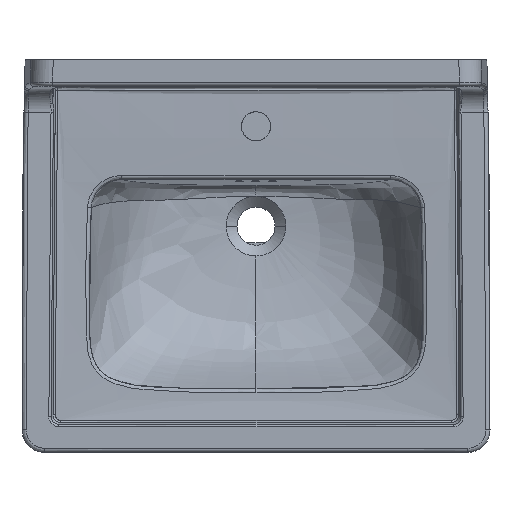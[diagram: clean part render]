
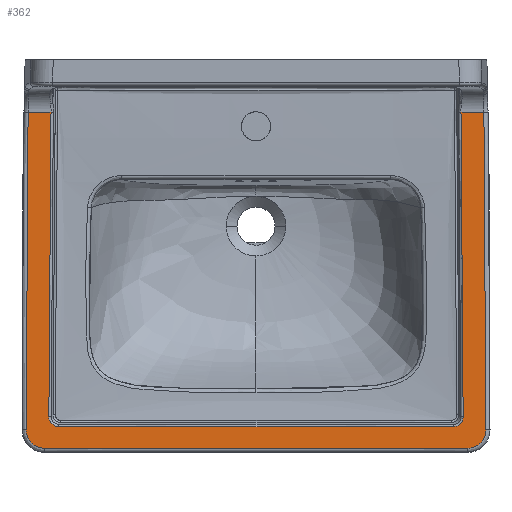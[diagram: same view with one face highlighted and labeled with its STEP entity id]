
A CAD part, top view. The second image highlights one B-rep face of the part: STEP entity #362.
In plain terms, the highlighted planar face has unit normal (0, 0, 1).
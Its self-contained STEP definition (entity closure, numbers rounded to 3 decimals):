
#362=ADVANCED_FACE('',(#776),#6397,.T.);
#776=FACE_OUTER_BOUND('',#1199,.T.);
#1199=EDGE_LOOP('',(#2844,#2845,#2846,#2847,#2848,#2849,#2850,#2851,#2852,
#2853,#2854,#2855));
#2844=ORIENTED_EDGE('',*,*,#4198,.F.);
#2845=ORIENTED_EDGE('',*,*,#4199,.F.);
#2846=ORIENTED_EDGE('',*,*,#4200,.F.);
#2847=ORIENTED_EDGE('',*,*,#4201,.F.);
#2848=ORIENTED_EDGE('',*,*,#4202,.F.);
#2849=ORIENTED_EDGE('',*,*,#4203,.T.);
#2850=ORIENTED_EDGE('',*,*,#4204,.F.);
#2851=ORIENTED_EDGE('',*,*,#4205,.F.);
#2852=ORIENTED_EDGE('',*,*,#4206,.F.);
#2853=ORIENTED_EDGE('',*,*,#4207,.F.);
#2854=ORIENTED_EDGE('',*,*,#4091,.F.);
#2855=ORIENTED_EDGE('',*,*,#4208,.F.);
#4091=EDGE_CURVE('',#6017,#6015,#4706,.T.);
#4198=EDGE_CURVE('',#5955,#5951,#5299,.T.);
#4199=EDGE_CURVE('',#5959,#5955,#5300,.T.);
#4200=EDGE_CURVE('',#5963,#5959,#5301,.T.);
#4201=EDGE_CURVE('',#5967,#5963,#5302,.T.);
#4202=EDGE_CURVE('',#5971,#5967,#5303,.T.);
#4203=EDGE_CURVE('',#5971,#6025,#5304,.T.);
#4204=EDGE_CURVE('',#6022,#6025,#5305,.T.);
#4205=EDGE_CURVE('',#6018,#6022,#5306,.T.);
#4206=EDGE_CURVE('',#6012,#6018,#5307,.T.);
#4207=EDGE_CURVE('',#6015,#6012,#5308,.T.);
#4208=EDGE_CURVE('',#5951,#6017,#5309,.T.);
#4706=(
BOUNDED_CURVE()
B_SPLINE_CURVE(3,(#57281,#57282,#57283,#57284,#57285,#57286,#57287),
 .UNSPECIFIED.,.F.,.F.)
B_SPLINE_CURVE_WITH_KNOTS((4,3,4),(-366.43,-183.215,
0.),.UNSPECIFIED.)
CURVE()
GEOMETRIC_REPRESENTATION_ITEM()
RATIONAL_B_SPLINE_CURVE((1.,1.,1.,1.,
1.,1.,1.))
REPRESENTATION_ITEM('')
);
#5299=B_SPLINE_CURVE_WITH_KNOTS('',3,(#59269,#59270,#59271,#59272),
 .UNSPECIFIED.,.F.,.F.,(4,4),(-1.,0.),.UNSPECIFIED.);
#5300=B_SPLINE_CURVE_WITH_KNOTS('',3,(#59273,#59274,#59275,#59276,#59277,
#59278,#59279,#59280,#59281,#59282),.UNSPECIFIED.,.F.,.F.,(4,2,2,2,4),(-1.,
-0.75,-0.5,-0.25,0.),.UNSPECIFIED.);
#5301=B_SPLINE_CURVE_WITH_KNOTS('',3,(#59283,#59284,#59285,#59286,#59287,
#59288,#59289,#59290,#59291,#59292,#59293,#59294,#59295),.UNSPECIFIED.,
 .F.,.F.,(4,3,3,3,4),(-1.,-0.412,-0.098,-0.02,
0.),.UNSPECIFIED.);
#5302=B_SPLINE_CURVE_WITH_KNOTS('',3,(#59296,#59297,#59298,#59299,#59300,
#59301,#59302,#59303),.UNSPECIFIED.,.F.,.F.,(4,2,2,4),(-1.,-0.75,-0.5,0.),
 .UNSPECIFIED.);
#5303=B_SPLINE_CURVE_WITH_KNOTS('',3,(#59304,#59305,#59306,#59307),
 .UNSPECIFIED.,.F.,.F.,(4,4),(-1.,0.),.UNSPECIFIED.);
#5304=B_SPLINE_CURVE_WITH_KNOTS('',1,(#59308,#59309),.UNSPECIFIED.,.F.,
 .F.,(2,2),(-1.,0.),.UNSPECIFIED.);
#5305=B_SPLINE_CURVE_WITH_KNOTS('',3,(#59310,#59311,#59312,#59313,#59314,
#59315),.UNSPECIFIED.,.F.,.F.,(4,2,4),(-1.,-0.5,0.),.UNSPECIFIED.);
#5306=B_SPLINE_CURVE_WITH_KNOTS('',3,(#59316,#59317,#59318,#59319,#59320,
#59321),.UNSPECIFIED.,.F.,.F.,(4,2,4),(-1.,-0.5,0.),.UNSPECIFIED.);
#5307=B_SPLINE_CURVE_WITH_KNOTS('',3,(#59322,#59323,#59324,#59325,#59326,
#59327,#59328,#59329,#59330,#59331,#59332,#59333,#59334),.UNSPECIFIED.,
 .F.,.F.,(4,3,3,3,4),(-1.,-0.266,-0.063,-0.013,
0.),.UNSPECIFIED.);
#5308=B_SPLINE_CURVE_WITH_KNOTS('',3,(#59335,#59336,#59337,#59338,#59339,
#59340),.UNSPECIFIED.,.F.,.F.,(4,2,4),(-1.,-0.5,0.),
 .UNSPECIFIED.);
#5309=B_SPLINE_CURVE_WITH_KNOTS('',1,(#59341,#59342),.UNSPECIFIED.,.F.,
 .F.,(2,2),(-1.,0.),.UNSPECIFIED.);
#5951=VERTEX_POINT('',#53239);
#5955=VERTEX_POINT('',#53243);
#5959=VERTEX_POINT('',#53247);
#5963=VERTEX_POINT('',#53251);
#5967=VERTEX_POINT('',#53255);
#5971=VERTEX_POINT('',#53259);
#6012=VERTEX_POINT('',#53300);
#6015=VERTEX_POINT('',#53303);
#6017=VERTEX_POINT('',#53305);
#6018=VERTEX_POINT('',#53306);
#6022=VERTEX_POINT('',#53310);
#6025=VERTEX_POINT('',#53313);
#6397=PLANE('',#6558);
#6558=AXIS2_PLACEMENT_3D('',#32808,#6598,$);
#6598=DIRECTION('',(0.,0.,1.));
#32808=CARTESIAN_POINT('',(-333.198,-508.18,-56.374));
#53239=CARTESIAN_POINT('',(-274.418,-63.208,-56.374));
#53243=CARTESIAN_POINT('',(-276.754,-445.75,-56.374));
#53247=CARTESIAN_POINT('',(-254.764,-467.717,-56.374));
#53251=CARTESIAN_POINT('',(254.764,-467.714,-56.374));
#53255=CARTESIAN_POINT('',(276.754,-445.747,-56.374));
#53259=CARTESIAN_POINT('',(274.418,-63.208,-56.374));
#53300=CARTESIAN_POINT('',(-237.229,-441.737,-56.374));
#53303=CARTESIAN_POINT('',(-249.411,-429.612,-56.374));
#53305=CARTESIAN_POINT('',(-246.82,-63.208,-56.374));
#53306=CARTESIAN_POINT('',(237.229,-441.737,-56.374));
#53310=CARTESIAN_POINT('',(249.411,-429.612,-56.374));
#53313=CARTESIAN_POINT('',(246.82,-63.208,-56.374));
#57281=CARTESIAN_POINT('',(-246.82,-63.208,-56.374));
#57282=CARTESIAN_POINT('',(-248.383,-124.259,-56.374));
#57283=CARTESIAN_POINT('',(-249.066,-185.329,-56.374));
#57284=CARTESIAN_POINT('',(-249.241,-246.399,-56.374));
#57285=CARTESIAN_POINT('',(-249.415,-307.47,-56.374));
#57286=CARTESIAN_POINT('',(-249.15,-368.541,-56.374));
#57287=CARTESIAN_POINT('',(-249.411,-429.612,-56.374));
#59269=CARTESIAN_POINT('',(-276.754,-445.75,-56.374));
#59270=CARTESIAN_POINT('',(-276.874,-318.228,-56.374));
#59271=CARTESIAN_POINT('',(-277.655,-190.695,-56.374));
#59272=CARTESIAN_POINT('',(-274.418,-63.208,-56.374));
#59273=CARTESIAN_POINT('',(-254.764,-467.717,-56.374));
#59274=CARTESIAN_POINT('',(-257.666,-467.717,-56.374));
#59275=CARTESIAN_POINT('',(-260.514,-467.147,-56.374));
#59276=CARTESIAN_POINT('',(-265.836,-464.946,-56.374));
#59277=CARTESIAN_POINT('',(-268.273,-463.316,-56.374));
#59278=CARTESIAN_POINT('',(-272.33,-459.267,-56.374));
#59279=CARTESIAN_POINT('',(-273.967,-456.829,-56.374));
#59280=CARTESIAN_POINT('',(-276.182,-451.492,-56.374));
#59281=CARTESIAN_POINT('',(-276.751,-448.652,-56.374));
#59282=CARTESIAN_POINT('',(-276.754,-445.75,-56.374));
#59283=CARTESIAN_POINT('',(254.764,-467.714,-56.374));
#59284=CARTESIAN_POINT('',(154.922,-467.715,-56.374));
#59285=CARTESIAN_POINT('',(55.079,-467.716,-56.374));
#59286=CARTESIAN_POINT('',(-44.764,-467.716,-56.374));
#59287=CARTESIAN_POINT('',(-98.098,-467.716,-56.374));
#59288=CARTESIAN_POINT('',(-151.431,-467.717,-56.374));
#59289=CARTESIAN_POINT('',(-204.764,-467.717,-56.374));
#59290=CARTESIAN_POINT('',(-218.098,-467.717,-56.374));
#59291=CARTESIAN_POINT('',(-231.431,-467.717,-56.374));
#59292=CARTESIAN_POINT('',(-244.764,-467.717,-56.374));
#59293=CARTESIAN_POINT('',(-248.098,-467.717,-56.374));
#59294=CARTESIAN_POINT('',(-251.431,-467.717,-56.374));
#59295=CARTESIAN_POINT('',(-254.764,-467.717,-56.374));
#59296=CARTESIAN_POINT('',(276.754,-445.747,-56.374));
#59297=CARTESIAN_POINT('',(276.751,-448.649,-56.374));
#59298=CARTESIAN_POINT('',(276.179,-451.496,-56.374));
#59299=CARTESIAN_POINT('',(273.972,-456.815,-56.374));
#59300=CARTESIAN_POINT('',(272.34,-459.251,-56.374));
#59301=CARTESIAN_POINT('',(266.259,-465.33,-56.374));
#59302=CARTESIAN_POINT('',(260.569,-467.714,-56.374));
#59303=CARTESIAN_POINT('',(254.764,-467.714,-56.374));
#59304=CARTESIAN_POINT('',(274.418,-63.208,-56.374));
#59305=CARTESIAN_POINT('',(277.655,-190.706,-56.374));
#59306=CARTESIAN_POINT('',(276.874,-318.228,-56.374));
#59307=CARTESIAN_POINT('',(276.754,-445.747,-56.374));
#59308=CARTESIAN_POINT('',(274.418,-63.208,-56.374));
#59309=CARTESIAN_POINT('',(246.82,-63.208,-56.374));
#59310=CARTESIAN_POINT('',(249.411,-429.612,-56.374));
#59311=CARTESIAN_POINT('',(249.15,-368.541,-56.374));
#59312=CARTESIAN_POINT('',(249.415,-307.47,-56.374));
#59313=CARTESIAN_POINT('',(249.066,-185.33,-56.374));
#59314=CARTESIAN_POINT('',(248.383,-124.259,-56.374));
#59315=CARTESIAN_POINT('',(246.82,-63.208,-56.374));
#59316=CARTESIAN_POINT('',(237.229,-441.737,-56.374));
#59317=CARTESIAN_POINT('',(240.457,-441.737,-56.374));
#59318=CARTESIAN_POINT('',(243.672,-440.538,-56.374));
#59319=CARTESIAN_POINT('',(248.212,-436.032,-56.374));
#59320=CARTESIAN_POINT('',(249.425,-432.839,-56.374));
#59321=CARTESIAN_POINT('',(249.411,-429.612,-56.374));
#59322=CARTESIAN_POINT('',(-237.229,-441.737,-56.374));
#59323=CARTESIAN_POINT('',(-121.076,-441.737,-56.374));
#59324=CARTESIAN_POINT('',(-4.924,-441.737,-56.374));
#59325=CARTESIAN_POINT('',(111.229,-441.737,-56.374));
#59326=CARTESIAN_POINT('',(143.229,-441.737,-56.374));
#59327=CARTESIAN_POINT('',(175.229,-441.737,-56.374));
#59328=CARTESIAN_POINT('',(207.229,-441.737,-56.374));
#59329=CARTESIAN_POINT('',(215.229,-441.737,-56.374));
#59330=CARTESIAN_POINT('',(223.229,-441.737,-56.374));
#59331=CARTESIAN_POINT('',(231.229,-441.737,-56.374));
#59332=CARTESIAN_POINT('',(233.229,-441.737,-56.374));
#59333=CARTESIAN_POINT('',(235.229,-441.737,-56.374));
#59334=CARTESIAN_POINT('',(237.229,-441.737,-56.374));
#59335=CARTESIAN_POINT('',(-249.411,-429.612,-56.374));
#59336=CARTESIAN_POINT('',(-249.425,-432.842,-56.374));
#59337=CARTESIAN_POINT('',(-248.204,-436.05,-56.374));
#59338=CARTESIAN_POINT('',(-243.645,-440.555,-56.374));
#59339=CARTESIAN_POINT('',(-240.456,-441.737,-56.374));
#59340=CARTESIAN_POINT('',(-237.229,-441.737,-56.374));
#59341=CARTESIAN_POINT('',(-274.418,-63.208,-56.374));
#59342=CARTESIAN_POINT('',(-246.82,-63.208,-56.374));
